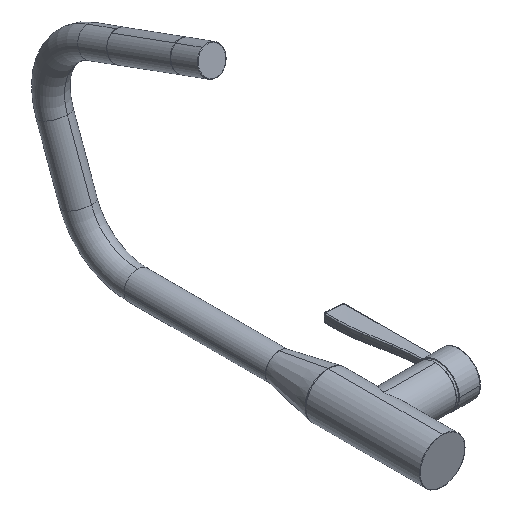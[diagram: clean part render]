
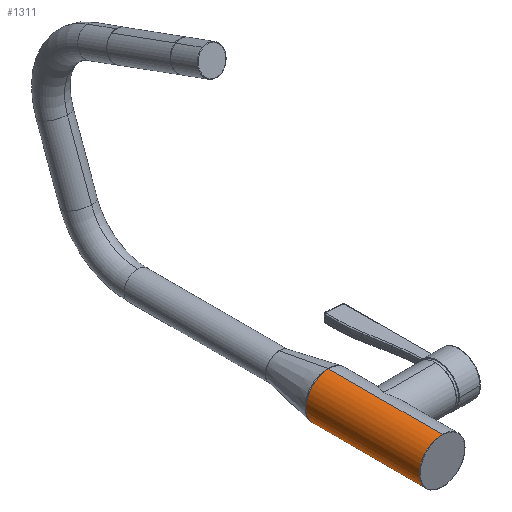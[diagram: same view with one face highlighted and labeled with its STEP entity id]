
A CAD part, isometric view. The second image highlights one B-rep face of the part: STEP entity #1311.
In plain terms, the highlighted cylindrical face has radius 23.5 mm (diameter 47 mm), a partial arc.
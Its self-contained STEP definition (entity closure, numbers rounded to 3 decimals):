
#67 = VERTEX_POINT ( 'NONE', #277 ) ;
#227 = VERTEX_POINT ( 'NONE', #453 ) ;
#277 = CARTESIAN_POINT ( 'NONE',  ( 0., 117.7, -23.5 ) ) ;
#453 = CARTESIAN_POINT ( 'NONE',  ( 0., 0.3, -23.5 ) ) ;
#466 = CYLINDRICAL_SURFACE ( 'NONE', #1435, 23.5 ) ;
#659 = LINE ( 'NONE', #2113, #1136 ) ;
#1095 = FACE_OUTER_BOUND ( 'NONE', #2581, .T. ) ;
#1111 = ORIENTED_EDGE ( 'NONE', *, *, #3879, .F. ) ;
#1136 = VECTOR ( 'NONE', #2090, 1000. ) ;
#1137 = AXIS2_PLACEMENT_3D ( 'NONE', #4194, #4348, #4058 ) ;
#1171 = AXIS2_PLACEMENT_3D ( 'NONE', #4299, #4149, #4134 ) ;
#1311 = ADVANCED_FACE ( 'NONE', ( #1095 ), #466, .T. ) ;
#1404 = DIRECTION ( 'NONE',  ( 0., 0., -1. ) ) ;
#1430 = CARTESIAN_POINT ( 'NONE',  ( 0., 118., 0. ) ) ;
#1435 = AXIS2_PLACEMENT_3D ( 'NONE', #1430, #1440, #1404 ) ;
#1440 = DIRECTION ( 'NONE',  ( 0., -1., 0. ) ) ;
#1525 = CARTESIAN_POINT ( 'NONE',  ( 0., 118., -23.5 ) ) ;
#1543 = DIRECTION ( 'NONE',  ( 0., -1., 0. ) ) ;
#1650 = CARTESIAN_POINT ( 'NONE',  ( 0., 0.3, 23.5 ) ) ;
#1893 = VERTEX_POINT ( 'NONE', #1650 ) ;
#1951 = EDGE_CURVE ( 'NONE', #227, #1893, #4366, .T. ) ;
#1958 = ORIENTED_EDGE ( 'NONE', *, *, #3554, .T. ) ;
#2009 = EDGE_CURVE ( 'NONE', #2507, #67, #2100, .T. ) ;
#2043 = CARTESIAN_POINT ( 'NONE',  ( 0., 117.7, 23.5 ) ) ;
#2090 = DIRECTION ( 'NONE',  ( 0., -1., 0. ) ) ;
#2100 = CIRCLE ( 'NONE', #1137, 23.5 ) ;
#2113 = CARTESIAN_POINT ( 'NONE',  ( 0., 118., 23.5 ) ) ;
#2507 = VERTEX_POINT ( 'NONE', #2043 ) ;
#2581 = EDGE_LOOP ( 'NONE', ( #1111, #4075, #1958, #3159 ) ) ;
#2587 = VECTOR ( 'NONE', #1543, 1000. ) ;
#3159 = ORIENTED_EDGE ( 'NONE', *, *, #1951, .T. ) ;
#3554 = EDGE_CURVE ( 'NONE', #67, #227, #3819, .T. ) ;
#3819 = LINE ( 'NONE', #1525, #2587 ) ;
#3879 = EDGE_CURVE ( 'NONE', #2507, #1893, #659, .T. ) ;
#4058 = DIRECTION ( 'NONE',  ( 0., 0., 1. ) ) ;
#4075 = ORIENTED_EDGE ( 'NONE', *, *, #2009, .T. ) ;
#4134 = DIRECTION ( 'NONE',  ( 0., 0., 1. ) ) ;
#4149 = DIRECTION ( 'NONE',  ( 0., 1., 0. ) ) ;
#4194 = CARTESIAN_POINT ( 'NONE',  ( 0., 117.7, 0. ) ) ;
#4299 = CARTESIAN_POINT ( 'NONE',  ( 0., 0.3, 0. ) ) ;
#4348 = DIRECTION ( 'NONE',  ( 0., -1., 0. ) ) ;
#4366 = CIRCLE ( 'NONE', #1171, 23.5 ) ;
